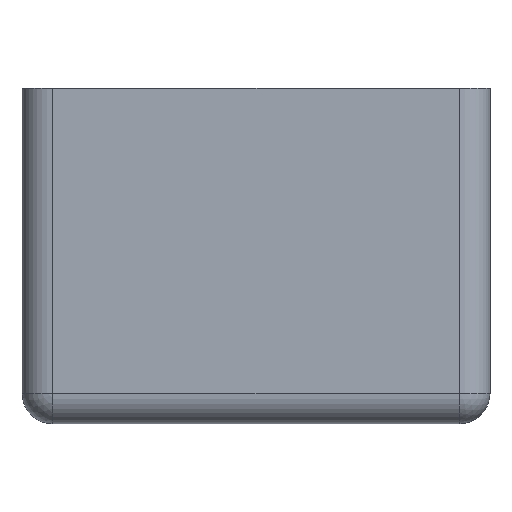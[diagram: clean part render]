
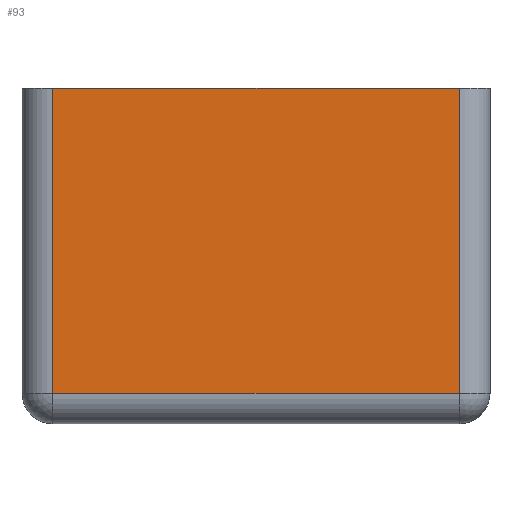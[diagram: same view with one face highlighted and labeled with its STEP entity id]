
A CAD part, left-side view. The second image highlights one B-rep face of the part: STEP entity #93.
In plain terms, the highlighted planar face has unit normal (-1, 0, 0).
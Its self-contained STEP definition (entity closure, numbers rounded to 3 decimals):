
#93 = ADVANCED_FACE( '', ( #164 ), #165, .F. );
#164 = FACE_OUTER_BOUND( '', #267, .T. );
#165 = PLANE( '', #268 );
#267 = EDGE_LOOP( '', ( #495, #496, #497, #498 ) );
#268 = AXIS2_PLACEMENT_3D( '', #499, #500, #501 );
#495 = ORIENTED_EDGE( '', *, *, #811, .F. );
#496 = ORIENTED_EDGE( '', *, *, #762, .T. );
#497 = ORIENTED_EDGE( '', *, *, #810, .F. );
#498 = ORIENTED_EDGE( '', *, *, #812, .F. );
#499 = CARTESIAN_POINT( '', ( -40.5, -37.5, -30. ) );
#500 = DIRECTION( '', ( 1., 0., 0. ) );
#501 = DIRECTION( '', ( 0., 0., 1. ) );
#762 = EDGE_CURVE( '', #885, #910, #912, .T. );
#810 = EDGE_CURVE( '', #992, #910, #994, .T. );
#811 = EDGE_CURVE( '', #885, #995, #996, .T. );
#812 = EDGE_CURVE( '', #995, #992, #997, .T. );
#885 = VERTEX_POINT( '', #1095 );
#910 = VERTEX_POINT( '', #1126 );
#912 = LINE( '', #1128, #1129 );
#992 = VERTEX_POINT( '', #1237 );
#994 = LINE( '', #1239, #1240 );
#995 = VERTEX_POINT( '', #1241 );
#996 = LINE( '', #1242, #1243 );
#997 = LINE( '', #1244, #1245 );
#1095 = CARTESIAN_POINT( '', ( -40.5, -37.5, 0. ) );
#1126 = CARTESIAN_POINT( '', ( -40.5, 2.5, 0. ) );
#1128 = CARTESIAN_POINT( '', ( -40.5, -27.5, 0. ) );
#1129 = VECTOR( '', #1382, 1000. );
#1237 = CARTESIAN_POINT( '', ( -40.5, 2.5, -30. ) );
#1239 = CARTESIAN_POINT( '', ( -40.5, 2.5, -30. ) );
#1240 = VECTOR( '', #1468, 1000. );
#1241 = CARTESIAN_POINT( '', ( -40.5, -37.5, -30. ) );
#1242 = CARTESIAN_POINT( '', ( -40.5, -37.5, -30. ) );
#1243 = VECTOR( '', #1469, 1000. );
#1244 = CARTESIAN_POINT( '', ( -40.5, -27.5, -30. ) );
#1245 = VECTOR( '', #1470, 1000. );
#1382 = DIRECTION( '', ( 0., 1., 0. ) );
#1468 = DIRECTION( '', ( 0., 0., 1. ) );
#1469 = DIRECTION( '', ( 0., 0., -1. ) );
#1470 = DIRECTION( '', ( 0., 1., 0. ) );
